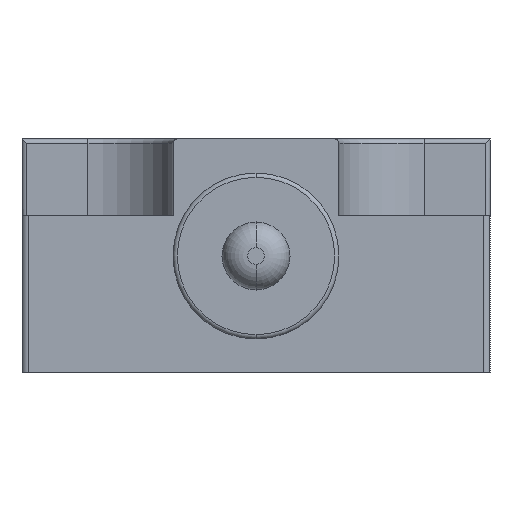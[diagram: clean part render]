
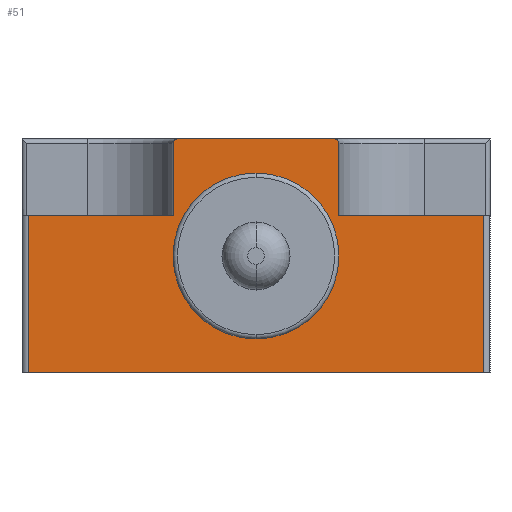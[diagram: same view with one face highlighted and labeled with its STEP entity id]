
A CAD part, left-side view. The second image highlights one B-rep face of the part: STEP entity #51.
In plain terms, the highlighted planar face has unit normal (-1, 0, 0).
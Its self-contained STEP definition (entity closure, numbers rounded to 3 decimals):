
#17 = ORIENTED_EDGE ( 'NONE', *, *, #655, .F. ) ;
#25 = DIRECTION ( 'NONE',  ( 0., 0., -1. ) ) ;
#38 = ORIENTED_EDGE ( 'NONE', *, *, #248, .F. ) ;
#51 = ADVANCED_FACE ( 'NONE', ( #854, #762 ), #660, .F. ) ;
#58 = DIRECTION ( 'NONE',  ( 0., 0., 1. ) ) ;
#87 = EDGE_CURVE ( 'NONE', #1102, #1734, #1649, .T. ) ;
#112 = CARTESIAN_POINT ( 'NONE',  ( -10.5, -10.7, 1.9 ) ) ;
#116 = CARTESIAN_POINT ( 'NONE',  ( -10.5, -11., 5.5 ) ) ;
#121 = ORIENTED_EDGE ( 'NONE', *, *, #1158, .F. ) ;
#157 = CARTESIAN_POINT ( 'NONE',  ( -10.5, -3.9, 5.3 ) ) ;
#159 = VERTEX_POINT ( 'NONE', #1259 ) ;
#183 = VERTEX_POINT ( 'NONE', #410 ) ;
#189 = CARTESIAN_POINT ( 'NONE',  ( -10.5, 3.9, 1.9 ) ) ;
#215 = CARTESIAN_POINT ( 'NONE',  ( -10.5, 11., 1.9 ) ) ;
#225 = ORIENTED_EDGE ( 'NONE', *, *, #1119, .T. ) ;
#248 = EDGE_CURVE ( 'NONE', #1579, #1172, #569, .T. ) ;
#289 = DIRECTION ( 'NONE',  ( -1., 0., 0. ) ) ;
#318 = DIRECTION ( 'NONE',  ( 0., -1., 0. ) ) ;
#351 = CARTESIAN_POINT ( 'NONE',  ( -10.5, 0., 3.9 ) ) ;
#384 = DIRECTION ( 'NONE',  ( 0., 0., -1. ) ) ;
#387 = VECTOR ( 'NONE', #318, 1000. ) ;
#389 = VECTOR ( 'NONE', #58, 1000. ) ;
#406 = CARTESIAN_POINT ( 'NONE',  ( -10.5, -11., -5.5 ) ) ;
#410 = CARTESIAN_POINT ( 'NONE',  ( -10.5, -10.7, -5.5 ) ) ;
#412 = LINE ( 'NONE', #472, #389 ) ;
#425 = EDGE_CURVE ( 'NONE', #159, #183, #1006, .T. ) ;
#445 = CARTESIAN_POINT ( 'NONE',  ( -10.5, 0., -3.9 ) ) ;
#458 = CARTESIAN_POINT ( 'NONE',  ( -10.5, 10.7, 5.5 ) ) ;
#472 = CARTESIAN_POINT ( 'NONE',  ( -10.5, -10.7, 5.5 ) ) ;
#473 = CARTESIAN_POINT ( 'NONE',  ( -10.5, 3.9, 5.3 ) ) ;
#481 = DIRECTION ( 'NONE',  ( 0., 0., -1. ) ) ;
#505 = ORIENTED_EDGE ( 'NONE', *, *, #1704, .F. ) ;
#544 = CIRCLE ( 'NONE', #815, 3.9 ) ;
#569 = LINE ( 'NONE', #116, #1585 ) ;
#574 = CARTESIAN_POINT ( 'NONE',  ( -10.5, 3.7, 5.5 ) ) ;
#593 = ORIENTED_EDGE ( 'NONE', *, *, #694, .T. ) ;
#607 = DIRECTION ( 'NONE',  ( 0., -1., 0. ) ) ;
#614 = CIRCLE ( 'NONE', #1391, 0.2 ) ;
#616 = EDGE_CURVE ( 'NONE', #183, #818, #412, .T. ) ;
#619 = ORIENTED_EDGE ( 'NONE', *, *, #425, .T. ) ;
#623 = CARTESIAN_POINT ( 'NONE',  ( -10.5, -3.7, 5.3 ) ) ;
#639 = DIRECTION ( 'NONE',  ( 0., -1., 0. ) ) ;
#655 = EDGE_CURVE ( 'NONE', #1783, #1102, #1512, .T. ) ;
#660 = PLANE ( 'NONE',  #1667 ) ;
#666 = DIRECTION ( 'NONE',  ( 1., 0., 0. ) ) ;
#684 = VECTOR ( 'NONE', #1272, 1000. ) ;
#694 = EDGE_CURVE ( 'NONE', #1379, #1566, #1603, .T. ) ;
#713 = CARTESIAN_POINT ( 'NONE',  ( -10.5, 3.7, 5.3 ) ) ;
#747 = CIRCLE ( 'NONE', #1584, 3.9 ) ;
#757 = VECTOR ( 'NONE', #25, 1000. ) ;
#762 = FACE_BOUND ( 'NONE', #1761, .T. ) ;
#773 = AXIS2_PLACEMENT_3D ( 'NONE', #713, #289, #977 ) ;
#798 = EDGE_CURVE ( 'NONE', #1389, #1171, #544, .T. ) ;
#815 = AXIS2_PLACEMENT_3D ( 'NONE', #950, #1551, #833 ) ;
#818 = VERTEX_POINT ( 'NONE', #112 ) ;
#833 = DIRECTION ( 'NONE',  ( 0., 0., -1. ) ) ;
#854 = FACE_OUTER_BOUND ( 'NONE', #1294, .T. ) ;
#870 = LINE ( 'NONE', #1178, #387 ) ;
#943 = CARTESIAN_POINT ( 'NONE',  ( -10.5, -11., 5.5 ) ) ;
#944 = VECTOR ( 'NONE', #607, 1000. ) ;
#950 = CARTESIAN_POINT ( 'NONE',  ( -10.5, 0., 0. ) ) ;
#977 = DIRECTION ( 'NONE',  ( 0., 0., -1. ) ) ;
#994 = EDGE_CURVE ( 'NONE', #1579, #1734, #1599, .T. ) ;
#1006 = LINE ( 'NONE', #406, #1378 ) ;
#1039 = DIRECTION ( 'NONE',  ( 0., 0., -1. ) ) ;
#1082 = ORIENTED_EDGE ( 'NONE', *, *, #994, .T. ) ;
#1102 = VERTEX_POINT ( 'NONE', #189 ) ;
#1119 = EDGE_CURVE ( 'NONE', #1783, #159, #1280, .T. ) ;
#1158 = EDGE_CURVE ( 'NONE', #1379, #818, #870, .T. ) ;
#1171 = VERTEX_POINT ( 'NONE', #445 ) ;
#1172 = VERTEX_POINT ( 'NONE', #1462 ) ;
#1178 = CARTESIAN_POINT ( 'NONE',  ( -10.5, -11., 1.9 ) ) ;
#1180 = CARTESIAN_POINT ( 'NONE',  ( -10.5, 0., 0. ) ) ;
#1184 = DIRECTION ( 'NONE',  ( -1., 0., 0. ) ) ;
#1204 = ORIENTED_EDGE ( 'NONE', *, *, #616, .T. ) ;
#1259 = CARTESIAN_POINT ( 'NONE',  ( -10.5, 10.7, -5.5 ) ) ;
#1270 = DIRECTION ( 'NONE',  ( 0., -1., 0. ) ) ;
#1272 = DIRECTION ( 'NONE',  ( 0., 0., 1. ) ) ;
#1280 = LINE ( 'NONE', #458, #757 ) ;
#1283 = VECTOR ( 'NONE', #1766, 1000. ) ;
#1294 = EDGE_LOOP ( 'NONE', ( #38, #1082, #1407, #17, #225, #619, #1204, #121, #593, #1673 ) ) ;
#1378 = VECTOR ( 'NONE', #1270, 1000. ) ;
#1379 = VERTEX_POINT ( 'NONE', #1498 ) ;
#1389 = VERTEX_POINT ( 'NONE', #351 ) ;
#1391 = AXIS2_PLACEMENT_3D ( 'NONE', #623, #1184, #1039 ) ;
#1407 = ORIENTED_EDGE ( 'NONE', *, *, #87, .F. ) ;
#1462 = CARTESIAN_POINT ( 'NONE',  ( -10.5, -3.7, 5.5 ) ) ;
#1476 = ORIENTED_EDGE ( 'NONE', *, *, #798, .F. ) ;
#1498 = CARTESIAN_POINT ( 'NONE',  ( -10.5, -3.9, 1.9 ) ) ;
#1501 = DIRECTION ( 'NONE',  ( -1., 0., 0. ) ) ;
#1512 = LINE ( 'NONE', #215, #944 ) ;
#1551 = DIRECTION ( 'NONE',  ( -1., 0., 0. ) ) ;
#1566 = VERTEX_POINT ( 'NONE', #157 ) ;
#1579 = VERTEX_POINT ( 'NONE', #574 ) ;
#1584 = AXIS2_PLACEMENT_3D ( 'NONE', #1180, #1501, #481 ) ;
#1585 = VECTOR ( 'NONE', #639, 1000. ) ;
#1599 = CIRCLE ( 'NONE', #773, 0.2 ) ;
#1603 = LINE ( 'NONE', #1632, #1283 ) ;
#1632 = CARTESIAN_POINT ( 'NONE',  ( -10.5, -3.9, 1.9 ) ) ;
#1633 = CARTESIAN_POINT ( 'NONE',  ( -10.5, 10.7, 1.9 ) ) ;
#1649 = LINE ( 'NONE', #1827, #684 ) ;
#1667 = AXIS2_PLACEMENT_3D ( 'NONE', #943, #666, #384 ) ;
#1673 = ORIENTED_EDGE ( 'NONE', *, *, #1699, .T. ) ;
#1699 = EDGE_CURVE ( 'NONE', #1566, #1172, #614, .T. ) ;
#1704 = EDGE_CURVE ( 'NONE', #1171, #1389, #747, .T. ) ;
#1734 = VERTEX_POINT ( 'NONE', #473 ) ;
#1761 = EDGE_LOOP ( 'NONE', ( #505, #1476 ) ) ;
#1766 = DIRECTION ( 'NONE',  ( 0., 0., 1. ) ) ;
#1783 = VERTEX_POINT ( 'NONE', #1633 ) ;
#1827 = CARTESIAN_POINT ( 'NONE',  ( -10.5, 3.9, 1.9 ) ) ;
